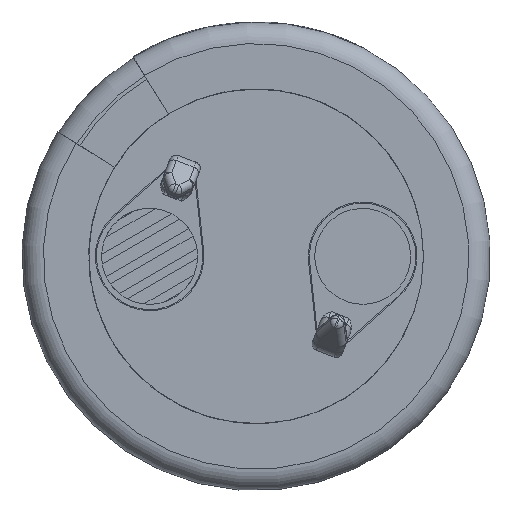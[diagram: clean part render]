
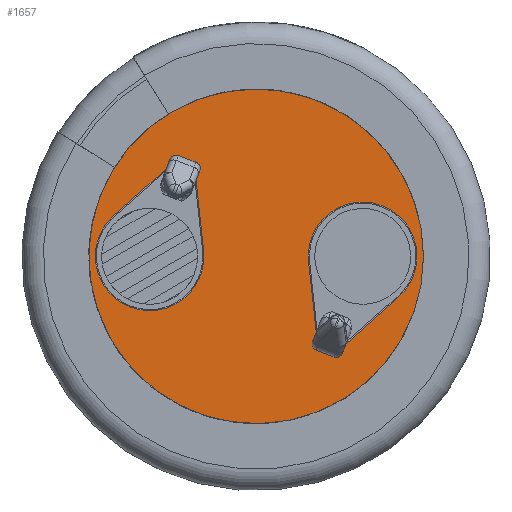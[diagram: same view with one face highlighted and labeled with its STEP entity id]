
A CAD part, front view. The second image highlights one B-rep face of the part: STEP entity #1657.
In plain terms, the highlighted planar face has unit normal (0, -1, 0).
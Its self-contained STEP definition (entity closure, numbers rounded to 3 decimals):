
#1657 = ADVANCED_FACE( '', ( #3483, #3484, #3485 ), #3486, .T. );
#3483 = FACE_OUTER_BOUND( '', #7227, .T. );
#3484 = FACE_BOUND( '', #7228, .T. );
#3485 = FACE_BOUND( '', #7229, .T. );
#3486 = PLANE( '', #7230 );
#7227 = EDGE_LOOP( '', ( #12073 ) );
#7228 = EDGE_LOOP( '', ( #12074, #12075, #12076, #12077 ) );
#7229 = EDGE_LOOP( '', ( #12078, #12079, #12080, #12081 ) );
#7230 = AXIS2_PLACEMENT_3D( '', #12082, #12083, #12084 );
#12073 = ORIENTED_EDGE( '', *, *, #14484, .T. );
#12074 = ORIENTED_EDGE( '', *, *, #13284, .F. );
#12075 = ORIENTED_EDGE( '', *, *, #14039, .F. );
#12076 = ORIENTED_EDGE( '', *, *, #13745, .F. );
#12077 = ORIENTED_EDGE( '', *, *, #14712, .F. );
#12078 = ORIENTED_EDGE( '', *, *, #14713, .T. );
#12079 = ORIENTED_EDGE( '', *, *, #13584, .T. );
#12080 = ORIENTED_EDGE( '', *, *, #14059, .T. );
#12081 = ORIENTED_EDGE( '', *, *, #12797, .T. );
#12082 = CARTESIAN_POINT( '', ( 0., 0., 0. ) );
#12083 = DIRECTION( '', ( 0., -1., 0. ) );
#12084 = DIRECTION( '', ( 0., 0., -1. ) );
#12797 = EDGE_CURVE( '', #14892, #14893, #14894, .T. );
#13284 = EDGE_CURVE( '', #15737, #15738, #15739, .T. );
#13584 = EDGE_CURVE( '', #16215, #16216, #16217, .T. );
#13745 = EDGE_CURVE( '', #16468, #16469, #16470, .T. );
#14039 = EDGE_CURVE( '', #16469, #15737, #16902, .T. );
#14059 = EDGE_CURVE( '', #16216, #14892, #16928, .T. );
#14484 = EDGE_CURVE( '', #17490, #17490, #17491, .T. );
#14712 = EDGE_CURVE( '', #15738, #16468, #17740, .T. );
#14713 = EDGE_CURVE( '', #14893, #16215, #17741, .T. );
#14892 = VERTEX_POINT( '', #17967 );
#14893 = VERTEX_POINT( '', #17968 );
#14894 = CIRCLE( '', #17969, 2.55 );
#15737 = VERTEX_POINT( '', #19618 );
#15738 = VERTEX_POINT( '', #19619 );
#15739 = LINE( '', #19620, #19621 );
#16215 = VERTEX_POINT( '', #20756 );
#16216 = VERTEX_POINT( '', #20757 );
#16217 = LINE( '', #20758, #20759 );
#16468 = VERTEX_POINT( '', #21280 );
#16469 = VERTEX_POINT( '', #21281 );
#16470 = LINE( '', #21282, #21283 );
#16902 = LINE( '', #22258, #22259 );
#16928 = LINE( '', #22319, #22320 );
#17490 = VERTEX_POINT( '', #23894 );
#17491 = CIRCLE( '', #23895, 9.114 );
#17740 = CIRCLE( '', #24444, 2.55 );
#17741 = LINE( '', #24445, #24446 );
#17967 = CARTESIAN_POINT( '', ( 2.465, 0., -0.274 ) );
#17968 = CARTESIAN_POINT( '', ( 6.694, 0., -1.906 ) );
#17969 = AXIS2_PLACEMENT_3D( '', #24603, #24604, #24605 );
#19618 = CARTESIAN_POINT( '', ( -4.27, 0., 4.059 ) );
#19619 = CARTESIAN_POINT( '', ( -6.694, 0., 1.906 ) );
#19620 = CARTESIAN_POINT( '', ( -4.27, 0., 4.059 ) );
#19621 = VECTOR( '', #24894, 1000. );
#20756 = CARTESIAN_POINT( '', ( 4.27, 0., -4.059 ) );
#20757 = CARTESIAN_POINT( '', ( 2.814, 0., -3.497 ) );
#20758 = CARTESIAN_POINT( '', ( 4.27, 0., -4.059 ) );
#20759 = VECTOR( '', #25004, 1000. );
#21280 = CARTESIAN_POINT( '', ( -2.465, 0., 0.274 ) );
#21281 = CARTESIAN_POINT( '', ( -2.814, 0., 3.497 ) );
#21282 = CARTESIAN_POINT( '', ( -2.465, 0., 0.274 ) );
#21283 = VECTOR( '', #25073, 1000. );
#22258 = CARTESIAN_POINT( '', ( -2.814, 0., 3.497 ) );
#22259 = VECTOR( '', #25177, 1000. );
#22319 = CARTESIAN_POINT( '', ( 2.814, 0., -3.497 ) );
#22320 = VECTOR( '', #25184, 1000. );
#23894 = CARTESIAN_POINT( '', ( 0., 0., -9.114 ) );
#23895 = AXIS2_PLACEMENT_3D( '', #25297, #25298, #25299 );
#24444 = AXIS2_PLACEMENT_3D( '', #25357, #25358, #25359 );
#24445 = CARTESIAN_POINT( '', ( 6.694, 0., -1.906 ) );
#24446 = VECTOR( '', #25360, 1000. );
#24603 = CARTESIAN_POINT( '', ( 5., 0., 0. ) );
#24604 = DIRECTION( '', ( 0., 1., 0. ) );
#24605 = DIRECTION( '', ( 0., 0., -1. ) );
#24894 = DIRECTION( '', ( -0.748, 0., -0.664 ) );
#25004 = DIRECTION( '', ( -0.933, 0., 0.36 ) );
#25073 = DIRECTION( '', ( -0.108, 0., 0.994 ) );
#25177 = DIRECTION( '', ( -0.933, 0., 0.36 ) );
#25184 = DIRECTION( '', ( -0.108, 0., 0.994 ) );
#25297 = CARTESIAN_POINT( '', ( 0., 0., 0. ) );
#25298 = DIRECTION( '', ( 0., -1., 0. ) );
#25299 = DIRECTION( '', ( 0., 0., -1. ) );
#25357 = CARTESIAN_POINT( '', ( -5., 0., 0. ) );
#25358 = DIRECTION( '', ( 0., -1., 0. ) );
#25359 = DIRECTION( '', ( 0., 0., 1. ) );
#25360 = DIRECTION( '', ( -0.748, 0., -0.664 ) );
